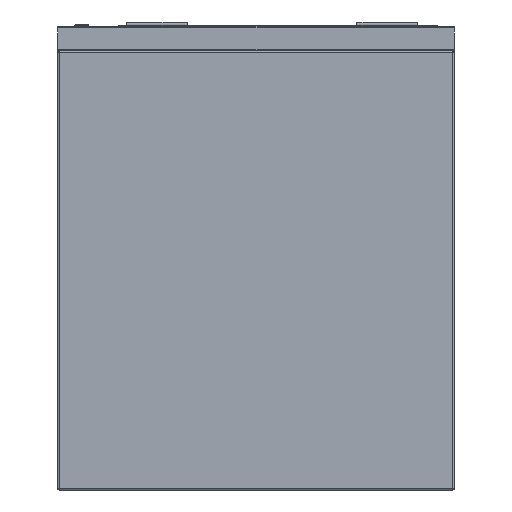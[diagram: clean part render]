
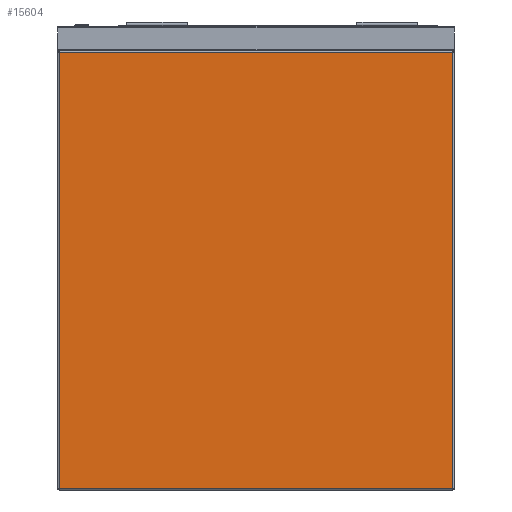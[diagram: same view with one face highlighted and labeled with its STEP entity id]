
A CAD part, left-side view. The second image highlights one B-rep face of the part: STEP entity #15604.
In plain terms, the highlighted planar face has unit normal (-1, 0, 0).
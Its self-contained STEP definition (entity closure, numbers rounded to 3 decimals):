
#668 = FACE_OUTER_BOUND ( 'NONE', #12871, .T. ) ;
#1153 = CARTESIAN_POINT ( 'NONE',  ( -297.5, 323., -42. ) ) ;
#1868 = CARTESIAN_POINT ( 'NONE',  ( -297.5, 325., -42. ) ) ;
#2107 = DIRECTION ( 'NONE',  ( 0., 0., 1. ) ) ;
#3161 = DIRECTION ( 'NONE',  ( -1., 0., 0. ) ) ;
#3322 = LINE ( 'NONE', #1868, #8373 ) ;
#3364 = ORIENTED_EDGE ( 'NONE', *, *, #9649, .T. ) ;
#3468 = CARTESIAN_POINT ( 'NONE',  ( -297.5, -325., -758. ) ) ;
#3545 = CARTESIAN_POINT ( 'NONE',  ( -297.5, -323., -42. ) ) ;
#3590 = LINE ( 'NONE', #4913, #5724 ) ;
#3873 = VERTEX_POINT ( 'NONE', #3545 ) ;
#4693 = ORIENTED_EDGE ( 'NONE', *, *, #13372, .T. ) ;
#4913 = CARTESIAN_POINT ( 'NONE',  ( -297.5, -323., -760. ) ) ;
#5222 = VERTEX_POINT ( 'NONE', #6019 ) ;
#5724 = VECTOR ( 'NONE', #11031, 1000. ) ;
#6019 = CARTESIAN_POINT ( 'NONE',  ( -297.5, -323., -758. ) ) ;
#6425 = VERTEX_POINT ( 'NONE', #1153 ) ;
#6544 = DIRECTION ( 'NONE',  ( 0., 0., -1. ) ) ;
#7374 = CARTESIAN_POINT ( 'NONE',  ( -297.5, 323., -758. ) ) ;
#8373 = VECTOR ( 'NONE', #11555, 1000. ) ;
#8406 = LINE ( 'NONE', #3468, #10799 ) ;
#9649 = EDGE_CURVE ( 'NONE', #12753, #5222, #8406, .T. ) ;
#10451 = CARTESIAN_POINT ( 'NONE',  ( -297.5, -325., -760. ) ) ;
#10799 = VECTOR ( 'NONE', #15402, 1000. ) ;
#11031 = DIRECTION ( 'NONE',  ( 0., 0., 1. ) ) ;
#11438 = LINE ( 'NONE', #12548, #14363 ) ;
#11555 = DIRECTION ( 'NONE',  ( 0., 1., 0. ) ) ;
#11755 = EDGE_CURVE ( 'NONE', #5222, #3873, #3590, .T. ) ;
#11892 = AXIS2_PLACEMENT_3D ( 'NONE', #10451, #3161, #2107 ) ;
#12519 = ORIENTED_EDGE ( 'NONE', *, *, #15657, .T. ) ;
#12548 = CARTESIAN_POINT ( 'NONE',  ( -297.5, 323., -760. ) ) ;
#12753 = VERTEX_POINT ( 'NONE', #7374 ) ;
#12871 = EDGE_LOOP ( 'NONE', ( #15667, #12519, #4693, #3364 ) ) ;
#13372 = EDGE_CURVE ( 'NONE', #6425, #12753, #11438, .T. ) ;
#14074 = PLANE ( 'NONE',  #11892 ) ;
#14363 = VECTOR ( 'NONE', #6544, 1000. ) ;
#15402 = DIRECTION ( 'NONE',  ( 0., -1., 0. ) ) ;
#15604 = ADVANCED_FACE ( 'Fl�che7', ( #668 ), #14074, .T. ) ;
#15657 = EDGE_CURVE ( 'NONE', #3873, #6425, #3322, .T. ) ;
#15667 = ORIENTED_EDGE ( 'NONE', *, *, #11755, .T. ) ;
